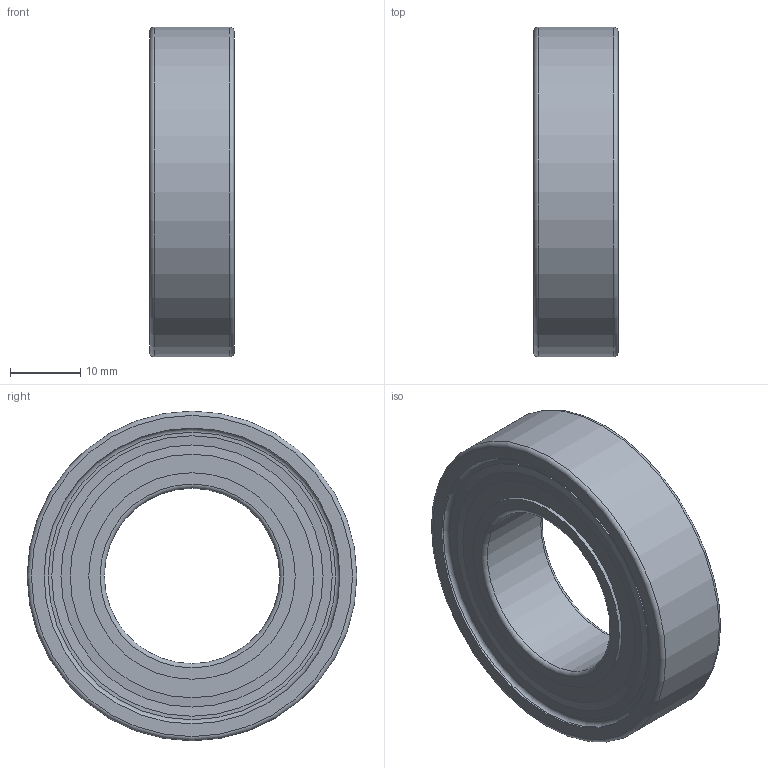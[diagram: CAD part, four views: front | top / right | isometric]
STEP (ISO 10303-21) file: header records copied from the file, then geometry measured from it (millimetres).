
FILE_DESCRIPTION( ( 'STEP AP214' ), '1' );
FILE_NAME( 'SKF_6005-2RSH.stp', '2021-11-14T23:58:48', ( 'License CC BY-ND 4.0' ), ( 'CADENAS' ), ' ', 'PARTsolutions', ' ' );
FILE_SCHEMA( ( 'AUTOMOTIVE_DESIGN { 1 0 10303 214 1 1 1 1 }' ) );
Length unit declared in the file: millimetre
Products named in the file (5): SKF_6005-2RSH; _SKF_6005-2RSH_PART1; _SKF_6005-2RSH_PART2; _SKF_6005-2RSH_PART3; _SKF_6005-2RSH_PART4
Assembly tree (22 placements, depth 2):
  SKF_6005-2RSH
    _SKF_6005-2RSH_PART1
    _SKF_6005-2RSH_PART2
    _SKF_6005-2RSH_PART3  x10
    _SKF_6005-2RSH_PART4  x10
Bounding box: 12 x 47 x 47 mm (x, y, z)
Volume: 9751.1 mm3; surface area: 10770.7 mm2
Topology: 12 solids, 12 shells, 52 faces, 105 edges, 75 vertices
Faces by surface type: plane 12, cylinder 12, torus 10, sphere 10, cone 8
Full cylindrical faces by diameter (mm): 25 x1, 29.45 x2, 32 x2, 39.8 x2, 40 x2, 42.2 x2, 47 x1
Entity records: 1452 total; most frequent: DIRECTION 216, CARTESIAN_POINT 154, AXIS2_PLACEMENT_3D 108, EDGE_LOOP 84, ORIENTED_EDGE 84, FACE_OUTER_BOUND 64, VERTEX_POINT 45, STYLED_ITEM 43
